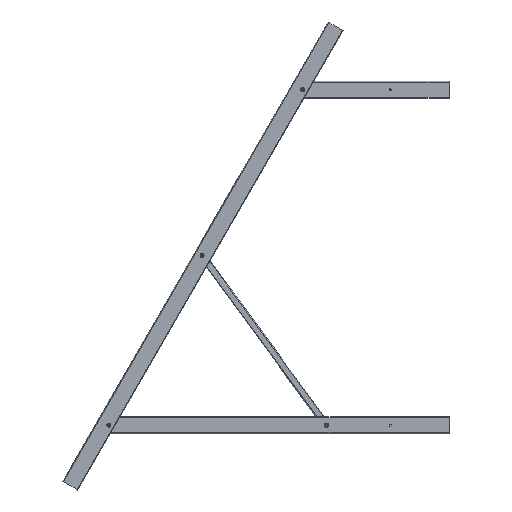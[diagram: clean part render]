
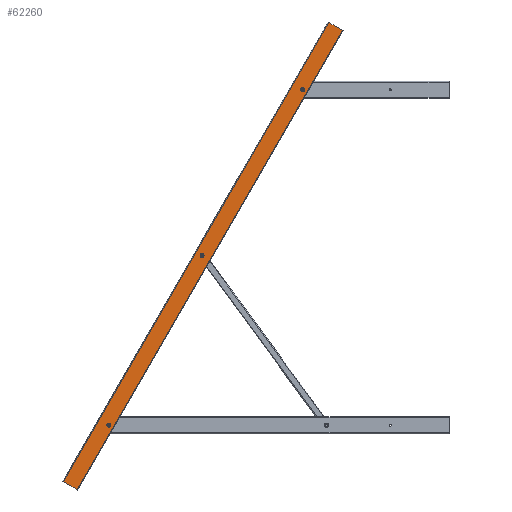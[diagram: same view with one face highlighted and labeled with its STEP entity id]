
A CAD part, left-side view. The second image highlights one B-rep face of the part: STEP entity #62260.
In plain terms, the highlighted planar face has unit normal (-1, 0, 0).
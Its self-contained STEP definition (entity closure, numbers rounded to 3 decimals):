
#6502 = FACE_OUTER_BOUND ( 'NONE', #191252, .T. ) ;
#6652 = EDGE_CURVE ( 'NONE', #188457, #11483, #31948, .T. ) ;
#7065 = ORIENTED_EDGE ( 'NONE', *, *, #6652, .T. ) ;
#7249 = CIRCLE ( 'NONE', #135714, 6.5 ) ;
#7593 = CIRCLE ( 'NONE', #139771, 6.5 ) ;
#8229 = EDGE_LOOP ( 'NONE', ( #232098, #153258 ) ) ;
#8405 = CARTESIAN_POINT ( 'NONE',  ( -27.5, -17.5, 1150. ) ) ;
#8987 = VERTEX_POINT ( 'NONE', #71996 ) ;
#11483 = VERTEX_POINT ( 'NONE', #60163 ) ;
#16224 = CARTESIAN_POINT ( 'NONE',  ( -27.5, -17.5, -1143.5 ) ) ;
#16300 = EDGE_CURVE ( 'NONE', #35617, #8987, #7249, .T. ) ;
#18729 = ORIENTED_EDGE ( 'NONE', *, *, #94858, .F. ) ;
#20524 = CARTESIAN_POINT ( 'NONE',  ( -27.5, 48., -1575. ) ) ;
#24235 = ORIENTED_EDGE ( 'NONE', *, *, #220906, .F. ) ;
#26641 = CIRCLE ( 'NONE', #56693, 6.5 ) ;
#30528 = EDGE_CURVE ( 'NONE', #140472, #47814, #174319, .T. ) ;
#31948 = LINE ( 'NONE', #195084, #208034 ) ;
#35078 = CARTESIAN_POINT ( 'NONE',  ( -27.5, 7.5, -6.5 ) ) ;
#35617 = VERTEX_POINT ( 'NONE', #124003 ) ;
#38749 = AXIS2_PLACEMENT_3D ( 'NONE', #129565, #75157, #77498 ) ;
#39476 = DIRECTION ( 'NONE',  ( -1., 0., 0. ) ) ;
#47376 = CARTESIAN_POINT ( 'NONE',  ( -27.5, -17.5, -1150. ) ) ;
#47814 = VERTEX_POINT ( 'NONE', #35078 ) ;
#50276 = DIRECTION ( 'NONE',  ( 0., 0., -1. ) ) ;
#50929 = DIRECTION ( 'NONE',  ( 0., 0., -1. ) ) ;
#52701 = DIRECTION ( 'NONE',  ( 0., 1., 0. ) ) ;
#52828 = EDGE_CURVE ( 'NONE', #175102, #215171, #141447, .T. ) ;
#56693 = AXIS2_PLACEMENT_3D ( 'NONE', #47376, #106414, #67453 ) ;
#57497 = CARTESIAN_POINT ( 'NONE',  ( -27.5, -17.5, 1150. ) ) ;
#60163 = CARTESIAN_POINT ( 'NONE',  ( -27.5, 48., 1575. ) ) ;
#60573 = EDGE_CURVE ( 'NONE', #96237, #109727, #26641, .T. ) ;
#62260 = ADVANCED_FACE ( 'NONE', ( #182695, #130741, #96388, #6502 ), #128384, .T. ) ;
#67453 = DIRECTION ( 'NONE',  ( 0., -1., 0. ) ) ;
#71996 = CARTESIAN_POINT ( 'NONE',  ( -27.5, -17.5, 1156.5 ) ) ;
#75157 = DIRECTION ( 'NONE',  ( -1., 0., 0. ) ) ;
#77498 = DIRECTION ( 'NONE',  ( 0., -1., 0. ) ) ;
#77824 = VECTOR ( 'NONE', #50276, 1000. ) ;
#80567 = DIRECTION ( 'NONE',  ( -1., 0., 0. ) ) ;
#81791 = EDGE_LOOP ( 'NONE', ( #197735, #125141 ) ) ;
#82532 = VECTOR ( 'NONE', #50929, 1000. ) ;
#84949 = EDGE_CURVE ( 'NONE', #11483, #215171, #215704, .T. ) ;
#85191 = DIRECTION ( 'NONE',  ( 0., 1., 0. ) ) ;
#85863 = CARTESIAN_POINT ( 'NONE',  ( -27.5, -17.5, -1156.5 ) ) ;
#86423 = ORIENTED_EDGE ( 'NONE', *, *, #84949, .T. ) ;
#91455 = ORIENTED_EDGE ( 'NONE', *, *, #60573, .F. ) ;
#94321 = DIRECTION ( 'NONE',  ( 0., -1., 0. ) ) ;
#94858 = EDGE_CURVE ( 'NONE', #188457, #175102, #215186, .T. ) ;
#95842 = AXIS2_PLACEMENT_3D ( 'NONE', #129421, #39476, #215638 ) ;
#96237 = VERTEX_POINT ( 'NONE', #16224 ) ;
#96388 = FACE_BOUND ( 'NONE', #81791, .T. ) ;
#102626 = DIRECTION ( 'NONE',  ( 0., -1., 0. ) ) ;
#106414 = DIRECTION ( 'NONE',  ( -1., 0., 0. ) ) ;
#109727 = VERTEX_POINT ( 'NONE', #85863 ) ;
#117627 = AXIS2_PLACEMENT_3D ( 'NONE', #126528, #178545, #198574 ) ;
#118446 = CIRCLE ( 'NONE', #95842, 6.5 ) ;
#124003 = CARTESIAN_POINT ( 'NONE',  ( -27.5, -17.5, 1143.5 ) ) ;
#125141 = ORIENTED_EDGE ( 'NONE', *, *, #30528, .F. ) ;
#126528 = CARTESIAN_POINT ( 'NONE',  ( -27.5, 7.5, 0. ) ) ;
#127538 = AXIS2_PLACEMENT_3D ( 'NONE', #57497, #217087, #182825 ) ;
#128384 = PLANE ( 'NONE',  #38749 ) ;
#129421 = CARTESIAN_POINT ( 'NONE',  ( -27.5, 7.5, 0. ) ) ;
#129565 = CARTESIAN_POINT ( 'NONE',  ( -27.5, -50., 1575. ) ) ;
#130741 = FACE_BOUND ( 'NONE', #170560, .T. ) ;
#135714 = AXIS2_PLACEMENT_3D ( 'NONE', #8405, #80567, #102626 ) ;
#139121 = EDGE_CURVE ( 'NONE', #47814, #140472, #118446, .T. ) ;
#139771 = AXIS2_PLACEMENT_3D ( 'NONE', #217238, #220733, #94321 ) ;
#140472 = VERTEX_POINT ( 'NONE', #201582 ) ;
#141447 = LINE ( 'NONE', #213471, #207150 ) ;
#143441 = EDGE_CURVE ( 'NONE', #8987, #35617, #199197, .T. ) ;
#153258 = ORIENTED_EDGE ( 'NONE', *, *, #143441, .F. ) ;
#166821 = ORIENTED_EDGE ( 'NONE', *, *, #52828, .F. ) ;
#169745 = CARTESIAN_POINT ( 'NONE',  ( -27.5, -45.5, -1575. ) ) ;
#170560 = EDGE_LOOP ( 'NONE', ( #24235, #91455 ) ) ;
#174319 = CIRCLE ( 'NONE', #117627, 6.5 ) ;
#175102 = VERTEX_POINT ( 'NONE', #169745 ) ;
#178545 = DIRECTION ( 'NONE',  ( -1., 0., 0. ) ) ;
#182695 = FACE_BOUND ( 'NONE', #8229, .T. ) ;
#182825 = DIRECTION ( 'NONE',  ( 0., -1., 0. ) ) ;
#188457 = VERTEX_POINT ( 'NONE', #204339 ) ;
#191252 = EDGE_LOOP ( 'NONE', ( #166821, #18729, #7065, #86423 ) ) ;
#195084 = CARTESIAN_POINT ( 'NONE',  ( -27.5, -50., 1575. ) ) ;
#197735 = ORIENTED_EDGE ( 'NONE', *, *, #139121, .F. ) ;
#198574 = DIRECTION ( 'NONE',  ( 0., -1., 0. ) ) ;
#199197 = CIRCLE ( 'NONE', #127538, 6.5 ) ;
#201582 = CARTESIAN_POINT ( 'NONE',  ( -27.5, 7.5, 6.5 ) ) ;
#204339 = CARTESIAN_POINT ( 'NONE',  ( -27.5, -45.5, 1575. ) ) ;
#207150 = VECTOR ( 'NONE', #52701, 1000. ) ;
#208034 = VECTOR ( 'NONE', #85191, 1000. ) ;
#211707 = CARTESIAN_POINT ( 'NONE',  ( -27.5, -45.5, 1575. ) ) ;
#212197 = CARTESIAN_POINT ( 'NONE',  ( -27.5, 48., 1575. ) ) ;
#213471 = CARTESIAN_POINT ( 'NONE',  ( -27.5, -50., -1575. ) ) ;
#215171 = VERTEX_POINT ( 'NONE', #20524 ) ;
#215186 = LINE ( 'NONE', #211707, #82532 ) ;
#215638 = DIRECTION ( 'NONE',  ( 0., -1., 0. ) ) ;
#215704 = LINE ( 'NONE', #212197, #77824 ) ;
#217087 = DIRECTION ( 'NONE',  ( -1., 0., 0. ) ) ;
#217238 = CARTESIAN_POINT ( 'NONE',  ( -27.5, -17.5, -1150. ) ) ;
#220733 = DIRECTION ( 'NONE',  ( -1., 0., 0. ) ) ;
#220906 = EDGE_CURVE ( 'NONE', #109727, #96237, #7593, .T. ) ;
#232098 = ORIENTED_EDGE ( 'NONE', *, *, #16300, .F. ) ;
